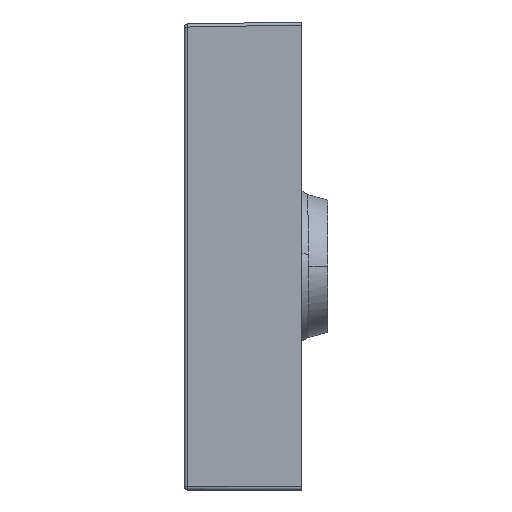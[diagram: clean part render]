
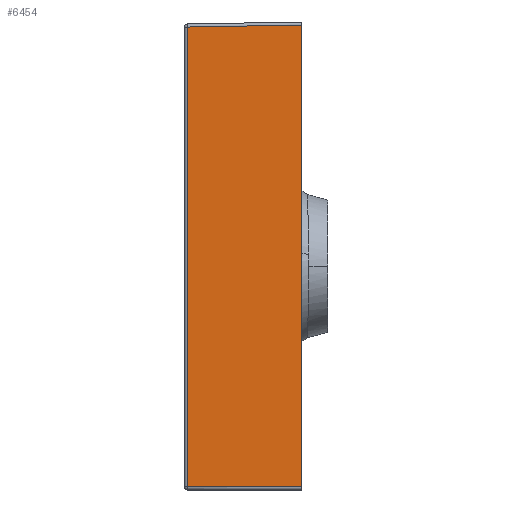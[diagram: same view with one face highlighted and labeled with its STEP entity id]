
A CAD part, left-side view. The second image highlights one B-rep face of the part: STEP entity #6454.
In plain terms, the highlighted planar face has unit normal (-1, 0.018, 0).
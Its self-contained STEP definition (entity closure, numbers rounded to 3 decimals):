
#119 = ORIENTED_EDGE ( 'NONE', *, *, #23037, .T. ) ;
#727 = DIRECTION ( 'NONE',  ( -1., 0.017, 0. ) ) ;
#2854 = FACE_OUTER_BOUND ( 'NONE', #20309, .T. ) ;
#2922 = CARTESIAN_POINT ( 'NONE',  ( -500., -15., -217. ) ) ;
#5311 = DIRECTION ( 'NONE',  ( 0.017, 1., -0.017 ) ) ;
#5614 = CARTESIAN_POINT ( 'NONE',  ( -500., -15., -220. ) ) ;
#6229 = DIRECTION ( 'NONE',  ( 0., 0., -1. ) ) ;
#6454 = ADVANCED_FACE ( 'NONE', ( #2854 ), #11542, .T. ) ;
#6571 = VECTOR ( 'NONE', #6229, 1000. ) ;
#7446 = VERTEX_POINT ( 'NONE', #28176 ) ;
#8523 = VERTEX_POINT ( 'NONE', #20359 ) ;
#9035 = CARTESIAN_POINT ( 'NONE',  ( -500., -15., -217. ) ) ;
#9390 = DIRECTION ( 'NONE',  ( -0.017, -1., 0. ) ) ;
#11108 = VECTOR ( 'NONE', #5311, 1000. ) ;
#11542 = PLANE ( 'NONE',  #19168 ) ;
#11611 = DIRECTION ( 'NONE',  ( -0.017, -1., 0. ) ) ;
#13073 = VERTEX_POINT ( 'NONE', #20974 ) ;
#14334 = DIRECTION ( 'NONE',  ( 0., 0., 1. ) ) ;
#15392 = EDGE_CURVE ( 'NONE', #13073, #7446, #17099, .T. ) ;
#16178 = LINE ( 'NONE', #24890, #11108 ) ;
#16969 = EDGE_CURVE ( 'NONE', #26245, #8523, #25198, .T. ) ;
#17099 = LINE ( 'NONE', #25824, #6571 ) ;
#17497 = VECTOR ( 'NONE', #11611, 1000. ) ;
#18917 = ORIENTED_EDGE ( 'NONE', *, *, #16969, .T. ) ;
#19168 = AXIS2_PLACEMENT_3D ( 'NONE', #20286, #727, #9390 ) ;
#20286 = CARTESIAN_POINT ( 'NONE',  ( -500., -15., -220. ) ) ;
#20309 = EDGE_LOOP ( 'NONE', ( #27248, #119, #18917, #21152 ) ) ;
#20359 = CARTESIAN_POINT ( 'NONE',  ( -500., -15., 237. ) ) ;
#20974 = CARTESIAN_POINT ( 'NONE',  ( -498.044, 97.052, 235.045 ) ) ;
#21152 = ORIENTED_EDGE ( 'NONE', *, *, #26559, .T. ) ;
#22490 = LINE ( 'NONE', #2922, #17497 ) ;
#23037 = EDGE_CURVE ( 'NONE', #7446, #26245, #22490, .T. ) ;
#24890 = CARTESIAN_POINT ( 'NONE',  ( -499.861, -7.028, 236.861 ) ) ;
#25198 = LINE ( 'NONE', #5614, #27549 ) ;
#25824 = CARTESIAN_POINT ( 'NONE',  ( -498.044, 97.052, -220. ) ) ;
#26245 = VERTEX_POINT ( 'NONE', #9035 ) ;
#26559 = EDGE_CURVE ( 'NONE', #8523, #13073, #16178, .T. ) ;
#27248 = ORIENTED_EDGE ( 'NONE', *, *, #15392, .T. ) ;
#27549 = VECTOR ( 'NONE', #14334, 1000. ) ;
#28176 = CARTESIAN_POINT ( 'NONE',  ( -498.044, 97.052, -217. ) ) ;
